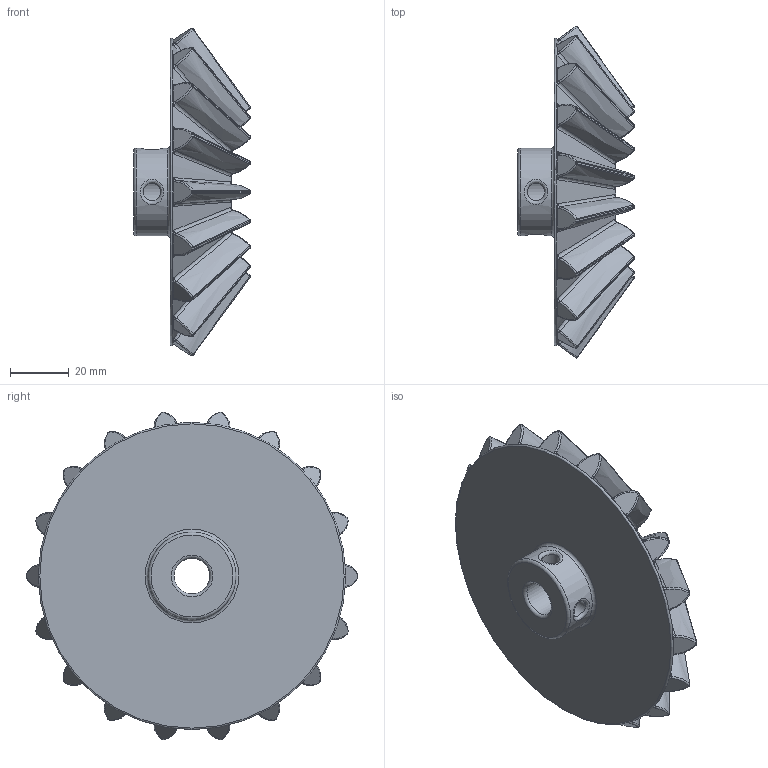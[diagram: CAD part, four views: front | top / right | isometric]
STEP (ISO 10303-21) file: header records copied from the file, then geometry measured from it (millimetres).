
FILE_DESCRIPTION(/* description */ ('','CAx-IF Rec.Pracs.---Representation and Presentation of Product Manufacturing Information (PMI)---4.0---2014-10-13'),/* implementation_level */ '2;1');
FILE_NAME(/* name */ 'Gear.step',/* time_stamp */ '2024-12-16T17:47:17+09:00',/* author */ (''),/* organization */ (''),/* preprocessor_version */ 'ST-DEVELOPER v20',/* originating_system */ 'Autodesk Translation Framework v13.20.0.188',/* authorisation */ '');
FILE_SCHEMA (('AP242_MANAGED_MODEL_BASED_3D_ENGINEERING_MIM_LF { 1 0 10303 442 1 1 4 }'));
Length unit declared in the file: millimetre
Products named in the file (1): Gear
Bounding box: 39.93 x 113.49 x 111.89 mm (x, y, z)
Volume: 134085 mm3; surface area: 29813.7 mm2
Topology: 1 solids, 1 shells, 429 faces, 1110 edges, 679 vertices
Faces by surface type: bspline 254, sphere 72, plane 57, cylinder 40, torus 5, cone 1
Full cylindrical faces by diameter (mm): 6 x2, 12.2 x1, 30 x1
Entity records: 23777 total; most frequent: CARTESIAN_POINT 15236, ORIENTED_EDGE 2212, DIRECTION 1120, EDGE_CURVE 1106, VERTEX_POINT 679, B_SPLINE_CURVE_WITH_KNOTS 619, AXIS2_PLACEMENT_3D 512, EDGE_LOOP 435
